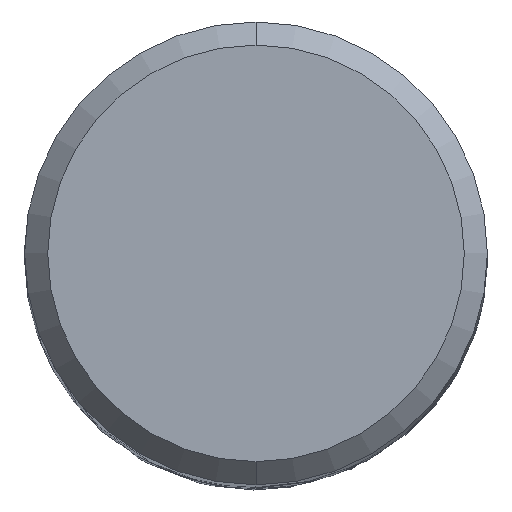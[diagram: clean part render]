
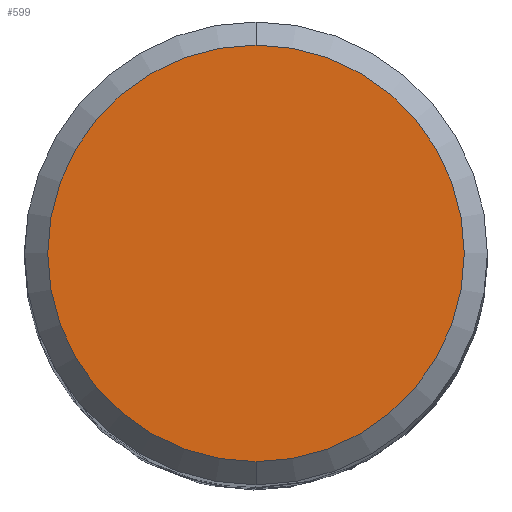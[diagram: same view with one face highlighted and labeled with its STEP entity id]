
A CAD part, top view. The second image highlights one B-rep face of the part: STEP entity #599.
In plain terms, the highlighted planar face has unit normal (0, 0, 1).
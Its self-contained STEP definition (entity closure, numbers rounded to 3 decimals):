
#475=VERTEX_POINT('',#1004);
#489=VERTEX_POINT('',#1019);
#491=EDGE_CURVE('',#489,#475,#1021,.T.);
#599=ADVANCED_FACE('',(#1134),#1135,.T.);
#719=EDGE_CURVE('',#475,#489,#1267,.T.);
#1004=CARTESIAN_POINT('',(0.,-9.0,0.0));
#1019=CARTESIAN_POINT('',(0.0,9.0,0.0));
#1021=CIRCLE('',#3586,9.0);
#1134=FACE_OUTER_BOUND('',#4140,.T.);
#1135=PLANE('',#4141);
#1267=CIRCLE('',#5396,9.0);
#3586=AXIS2_PLACEMENT_3D('',#6661,#6662,#6663);
#4140=EDGE_LOOP('',(#6739,#6740));
#4141=AXIS2_PLACEMENT_3D('',#6741,#6742,#6743);
#5396=AXIS2_PLACEMENT_3D('',#6893,#6894,#6895);
#6661=CARTESIAN_POINT('',(0.0,0.0,0.0));
#6662=DIRECTION('',(0.0,0.0,-1.0));
#6663=DIRECTION('',(0.0,1.0,0.0));
#6739=ORIENTED_EDGE('',*,*,#491,.F.);
#6740=ORIENTED_EDGE('',*,*,#719,.F.);
#6741=CARTESIAN_POINT('',(0.0,4.5,0.0));
#6742=DIRECTION('',(-0.0,0.0,1.0));
#6743=DIRECTION('',(0.0,-1.0,0.0));
#6893=CARTESIAN_POINT('',(0.0,0.0,0.0));
#6894=DIRECTION('',(0.0,0.0,-1.0));
#6895=DIRECTION('',(0.0,1.0,0.0));
